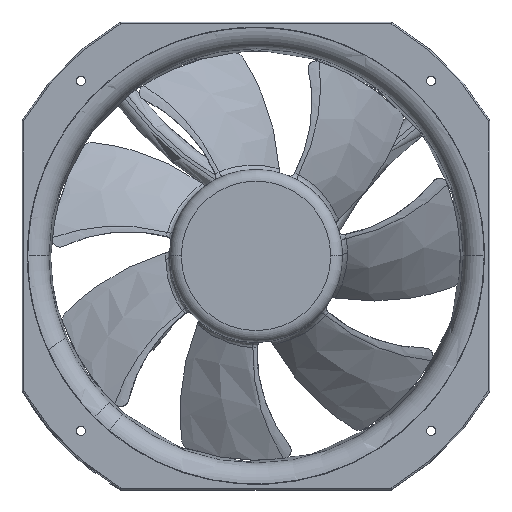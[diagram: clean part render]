
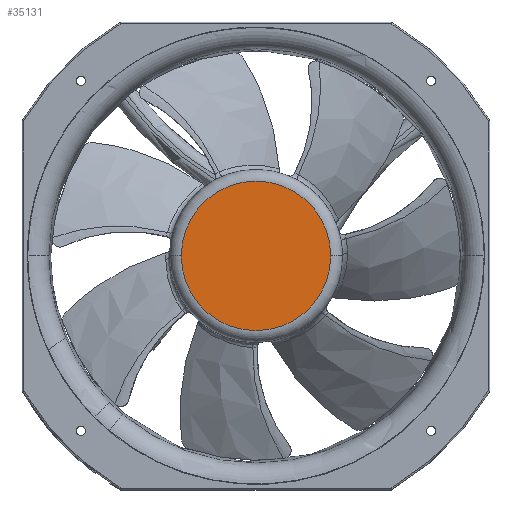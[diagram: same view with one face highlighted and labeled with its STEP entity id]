
A CAD part, top view. The second image highlights one B-rep face of the part: STEP entity #35131.
In plain terms, the highlighted planar face has unit normal (0, 0, 1).
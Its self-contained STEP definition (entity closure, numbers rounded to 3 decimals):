
#30181=CARTESIAN_POINT('',(0.,0.,45.8));
#30182=DIRECTION('',(0.,0.,-1.));
#30183=DIRECTION('',(-1.,0.,0.));
#30184=AXIS2_PLACEMENT_3D('',#30181,#30182,#30183);
#30186=CARTESIAN_POINT('',(0.,0.,45.8));
#30187=DIRECTION('',(0.,0.,-1.));
#30188=DIRECTION('',(1.,0.,0.));
#30189=AXIS2_PLACEMENT_3D('',#30186,#30187,#30188);
#32189=CARTESIAN_POINT('',(-44.75,0.,45.8));
#32190=VERTEX_POINT('',#32189);
#32191=CARTESIAN_POINT('',(44.75,0.,45.8));
#32192=VERTEX_POINT('',#32191);
#35122=CARTESIAN_POINT('',(0.,0.,45.8));
#35123=DIRECTION('',(0.,0.,1.));
#35124=DIRECTION('',(1.,0.,0.));
#35125=AXIS2_PLACEMENT_3D('',#35122,#35123,#35124);
#35126=PLANE('',#35125);
#35127=ORIENTED_EDGE('',*,*,#35115,.T.);
#35128=ORIENTED_EDGE('',*,*,#35101,.T.);
#35129=EDGE_LOOP('',(#35127,#35128));
#35130=FACE_OUTER_BOUND('',#35129,.F.);
#30185=CIRCLE('',#30184,44.75);
#30190=CIRCLE('',#30189,44.75);
#35101=EDGE_CURVE('',#32192,#32190,#30190,.T.);
#35115=EDGE_CURVE('',#32190,#32192,#30185,.T.);
#35131=ADVANCED_FACE('',(#35130),#35126,.T.);
